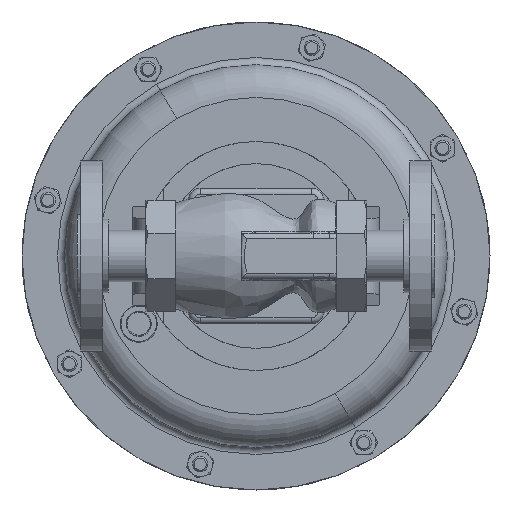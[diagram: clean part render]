
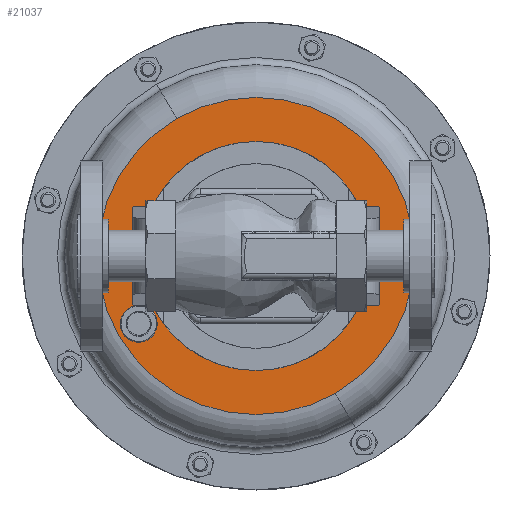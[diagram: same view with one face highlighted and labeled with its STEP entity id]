
A CAD part, front view. The second image highlights one B-rep face of the part: STEP entity #21037.
In plain terms, the highlighted planar face has unit normal (0, -1, 0).
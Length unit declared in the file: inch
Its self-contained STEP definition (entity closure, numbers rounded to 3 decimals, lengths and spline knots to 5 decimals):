
#290 = AXIS2_PLACEMENT_3D ( 'NONE', #6750, #20920, #8718 ) ;
#891 = DIRECTION ( 'NONE',  ( -0.5, 0., 0.866 ) ) ;
#974 = EDGE_CURVE ( 'NONE', #19348, #6536, #11728, .T. ) ;
#1532 = DIRECTION ( 'NONE',  ( 0., 1., 0. ) ) ;
#3379 = CARTESIAN_POINT ( 'NONE',  ( -2.39463, 7.835, -1.00023 ) ) ;
#4323 = DIRECTION ( 'NONE',  ( 0., 0., -1. ) ) ;
#4330 = CARTESIAN_POINT ( 'NONE',  ( -2.38157, 7.835, -1.375 ) ) ;
#4467 = DIRECTION ( 'NONE',  ( 0., 1., 0. ) ) ;
#4793 = AXIS2_PLACEMENT_3D ( 'NONE', #16443, #4467, #18535 ) ;
#5437 = CIRCLE ( 'NONE', #290, 0.375 ) ;
#5536 = EDGE_CURVE ( 'NONE', #12382, #14579, #22955, .T. ) ;
#6413 = CARTESIAN_POINT ( 'NONE',  ( 1.6095, 7.835, -2.78774 ) ) ;
#6536 = VERTEX_POINT ( 'NONE', #3379 ) ;
#6688 = CARTESIAN_POINT ( 'NONE',  ( -2.78774, 7.835, -1.6095 ) ) ;
#6750 = CARTESIAN_POINT ( 'NONE',  ( -2.38157, 7.835, -1.375 ) ) ;
#7021 = EDGE_LOOP ( 'NONE', ( #14926, #13344 ) ) ;
#8486 = VERTEX_POINT ( 'NONE', #12671 ) ;
#8718 = DIRECTION ( 'NONE',  ( 0.035, 0., -0.999 ) ) ;
#8945 = CARTESIAN_POINT ( 'NONE',  ( 0., 7.835, 2.325 ) ) ;
#9973 = VERTEX_POINT ( 'NONE', #8945 ) ;
#11401 = EDGE_LOOP ( 'NONE', ( #13534, #23192 ) ) ;
#11482 = CARTESIAN_POINT ( 'NONE',  ( 0., 7.835, 0. ) ) ;
#11728 = CIRCLE ( 'NONE', #26085, 0.375 ) ;
#12382 = VERTEX_POINT ( 'NONE', #6413 ) ;
#12580 = PLANE ( 'NONE',  #17720 ) ;
#12671 = CARTESIAN_POINT ( 'NONE',  ( 0., 7.835, -2.325 ) ) ;
#12674 = DIRECTION ( 'NONE',  ( 0., -1., 0. ) ) ;
#12903 = FACE_OUTER_BOUND ( 'NONE', #11401, .T. ) ;
#13344 = ORIENTED_EDGE ( 'NONE', *, *, #22693, .T. ) ;
#13534 = ORIENTED_EDGE ( 'NONE', *, *, #5536, .F. ) ;
#14162 = CARTESIAN_POINT ( 'NONE',  ( -2.36851, 7.835, -1.74977 ) ) ;
#14579 = VERTEX_POINT ( 'NONE', #24102 ) ;
#14748 = EDGE_CURVE ( 'NONE', #14579, #12382, #18812, .T. ) ;
#14922 = AXIS2_PLACEMENT_3D ( 'NONE', #11482, #1532, #4323 ) ;
#14926 = ORIENTED_EDGE ( 'NONE', *, *, #15394, .T. ) ;
#15394 = EDGE_CURVE ( 'NONE', #8486, #9973, #22353, .T. ) ;
#16433 = AXIS2_PLACEMENT_3D ( 'NONE', #21775, #19692, #19723 ) ;
#16443 = CARTESIAN_POINT ( 'NONE',  ( 0., 7.835, 0. ) ) ;
#17002 = EDGE_LOOP ( 'NONE', ( #22675, #21960 ) ) ;
#17720 = AXIS2_PLACEMENT_3D ( 'NONE', #6688, #12674, #891 ) ;
#17826 = AXIS2_PLACEMENT_3D ( 'NONE', #20779, #20747, #20714 ) ;
#18535 = DIRECTION ( 'NONE',  ( 0., 0., -1. ) ) ;
#18812 = CIRCLE ( 'NONE', #17826, 3.219 ) ;
#19022 = FACE_BOUND ( 'NONE', #17002, .T. ) ;
#19348 = VERTEX_POINT ( 'NONE', #14162 ) ;
#19692 = DIRECTION ( 'NONE',  ( 0., 1., 0. ) ) ;
#19723 = DIRECTION ( 'NONE',  ( 0.5, 0., -0.866 ) ) ;
#20497 = DIRECTION ( 'NONE',  ( 0., 1., 0. ) ) ;
#20714 = DIRECTION ( 'NONE',  ( 0.5, 0., -0.866 ) ) ;
#20747 = DIRECTION ( 'NONE',  ( 0., 1., 0. ) ) ;
#20779 = CARTESIAN_POINT ( 'NONE',  ( 0., 7.835, 0. ) ) ;
#20920 = DIRECTION ( 'NONE',  ( 0., 1., 0. ) ) ;
#21037 = ADVANCED_FACE ( 'NONE', ( #23922, #12903, #19022 ), #12580, .T. ) ;
#21531 = EDGE_CURVE ( 'NONE', #6536, #19348, #5437, .T. ) ;
#21775 = CARTESIAN_POINT ( 'NONE',  ( 0., 7.835, 0. ) ) ;
#21960 = ORIENTED_EDGE ( 'NONE', *, *, #21531, .T. ) ;
#22353 = CIRCLE ( 'NONE', #14922, 2.325 ) ;
#22675 = ORIENTED_EDGE ( 'NONE', *, *, #974, .T. ) ;
#22677 = DIRECTION ( 'NONE',  ( 0.035, 0., -0.999 ) ) ;
#22693 = EDGE_CURVE ( 'NONE', #9973, #8486, #22901, .T. ) ;
#22901 = CIRCLE ( 'NONE', #4793, 2.325 ) ;
#22955 = CIRCLE ( 'NONE', #16433, 3.219 ) ;
#23192 = ORIENTED_EDGE ( 'NONE', *, *, #14748, .F. ) ;
#23922 = FACE_BOUND ( 'NONE', #7021, .T. ) ;
#24102 = CARTESIAN_POINT ( 'NONE',  ( -1.6095, 7.835, 2.78774 ) ) ;
#26085 = AXIS2_PLACEMENT_3D ( 'NONE', #4330, #20497, #22677 ) ;
